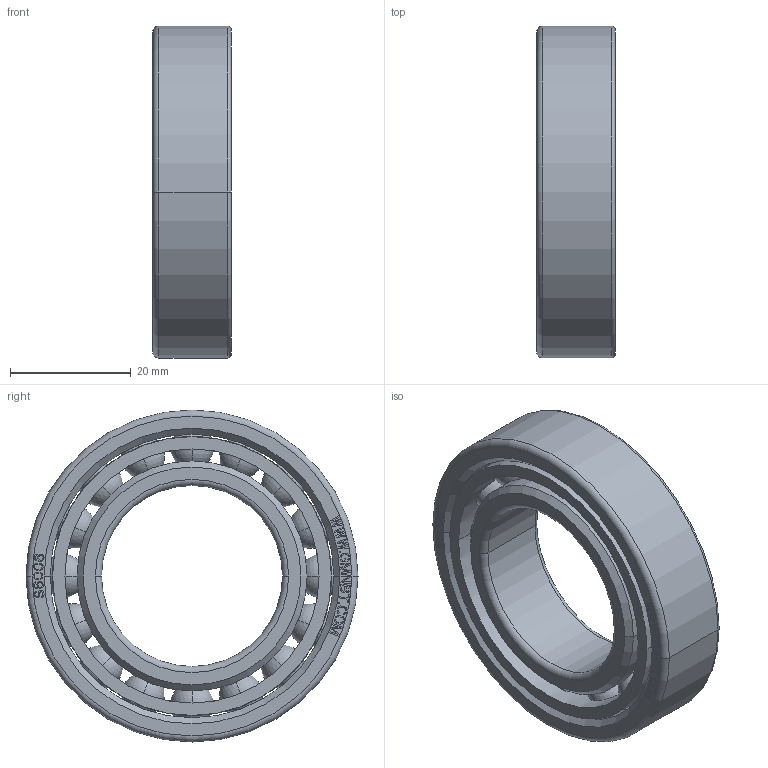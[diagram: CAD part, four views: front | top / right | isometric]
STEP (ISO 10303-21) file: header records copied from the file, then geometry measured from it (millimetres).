
FILE_DESCRIPTION((''),'2;1');
FILE_NAME('S6006_PRT','2014-03-19T',('sales 4'),(''),'PRO/ENGINEER BY PARAMETRIC TECHNOLOGY CORPORATION, 2013150','PRO/ENGINEER BY PARAMETRIC TECHNOLOGY CORPORATION, 2013150','');
FILE_SCHEMA(('AUTOMOTIVE_DESIGN { 1 0 10303 214 1 1 1 1 }'));
Length unit declared in the file: millimetre
Products named in the file (1): S6006_PRT
Bounding box: 13.01 x 55 x 55 mm (x, y, z)
Volume: 16774.9 mm3; surface area: 14406.2 mm2
Topology: 3 solids, 3 shells, 715 faces, 2000 edges, 1280 vertices
Faces by surface type: plane 551, cylinder 78, sphere 64, torus 12, cone 10
Entity records: 36056 total; most frequent: CARTESIAN_POINT 11945, ORIENTED_EDGE 3872, DIRECTION 3426, PRESENTATION_STYLE_ASSIGNMENT 1967, STYLED_ITEM 1939, CURVE_STYLE 1936, EDGE_CURVE 1936, VECTOR 1620
